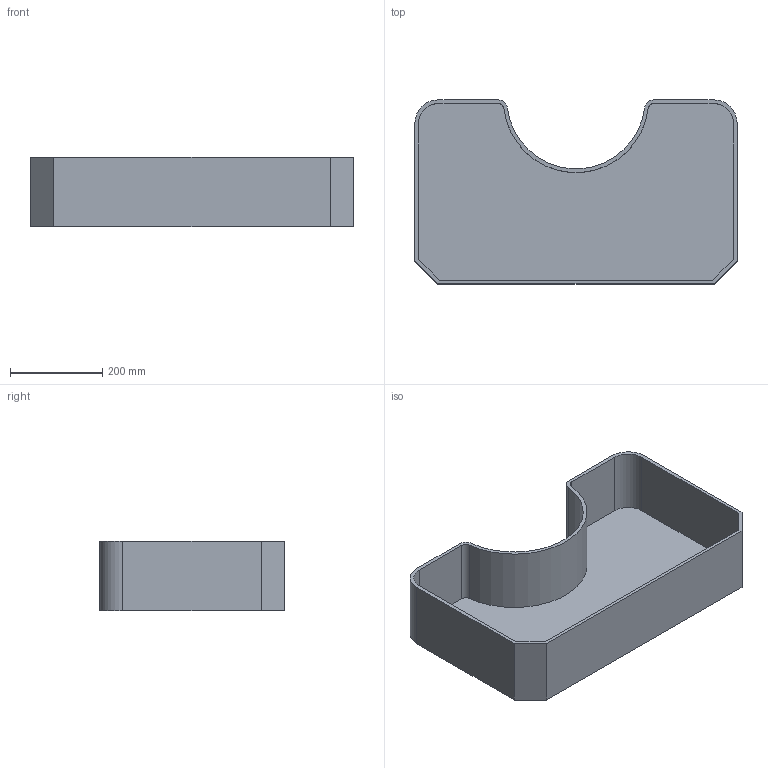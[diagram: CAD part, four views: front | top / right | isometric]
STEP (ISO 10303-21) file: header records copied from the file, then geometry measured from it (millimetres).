
FILE_DESCRIPTION((''),'2;1');
FILE_NAME('WANNE_MIT_HALBKREIS_AUSSPARUNG','2023-10-17T12:20:28',('jpusi'),(''),'CREO PARAMETRIC BY PTC INC, 2018400','CREO PARAMETRIC BY PTC INC, 2018400','');
FILE_SCHEMA(('CONFIG_CONTROL_DESIGN'));
Length unit declared in the file: millimetre
Products named in the file (1): WANNE_MIT_HALBKREIS_AUSSPARUNG
Bounding box: 700 x 400 x 150 mm (x, y, z)
Volume: 4459701.7 mm3; surface area: 1132964.1 mm2
Topology: 1 solids, 1 shells, 27 faces, 72 edges, 48 vertices
Faces by surface type: plane 17, cylinder 10
Entity records: 884 total; most frequent: CARTESIAN_POINT 147, DIRECTION 146, ORIENTED_EDGE 144, EDGE_CURVE 72, VECTOR 52, LINE 52, VERTEX_POINT 48, AXIS2_PLACEMENT_3D 47
